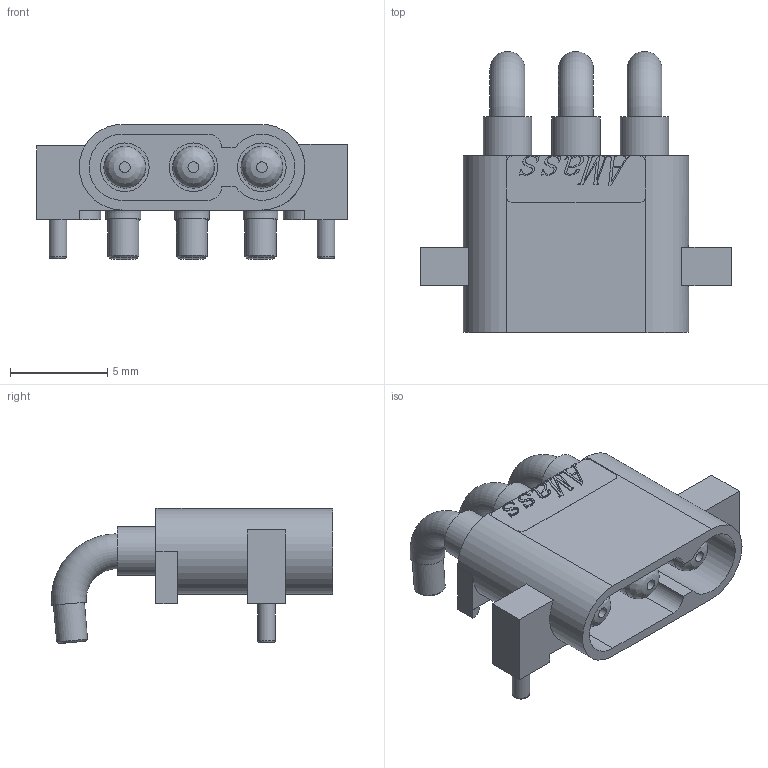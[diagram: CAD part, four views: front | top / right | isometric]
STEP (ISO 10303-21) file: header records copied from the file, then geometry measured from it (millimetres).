
FILE_DESCRIPTION(/* description */ (''),/* implementation_level */ '2;1');
FILE_NAME(/* name */ 'mr30pw-m v2.step',/* time_stamp */ '2022-01-12T23:54:31+03:00',/* author */ (''),/* organization */ (''),/* preprocessor_version */ 'ST-DEVELOPER v19.2',/* originating_system */ 'Autodesk Translation Framework v12.6.0.85',/* authorisation */ '');
FILE_SCHEMA (('AUTOMOTIVE_DESIGN { 1 0 10303 214 3 1 1 }'));
Length unit declared in the file: millimetre
Products named in the file (1): mr30pw-m
Bounding box: 16.01 x 14.48 x 6.96 mm (x, y, z)
Volume: 381.7 mm3; surface area: 922.6 mm2
Topology: 1 solids, 1 shells, 337 faces, 894 edges, 587 vertices
Faces by surface type: plane 190, bspline 106, cylinder 33, torus 5, cone 3
Full cylindrical faces by diameter (mm): 0.56 x3, 0.9 x2, 1.6 x3, 2.16 x3, 2.5 x6
Entity records: 14952 total; most frequent: CARTESIAN_POINT 7148, ORIENTED_EDGE 1788, DIRECTION 1241, EDGE_CURVE 894, VERTEX_POINT 587, LINE 583, VECTOR 583, EDGE_LOOP 365
